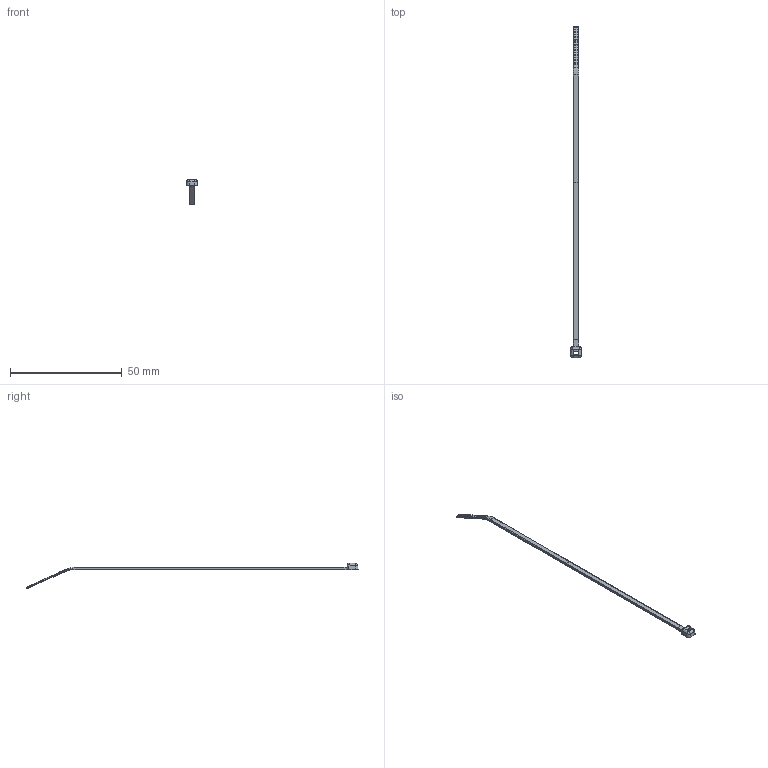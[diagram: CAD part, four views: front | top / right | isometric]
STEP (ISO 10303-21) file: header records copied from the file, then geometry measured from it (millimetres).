
FILE_DESCRIPTION(/* description */ (''),/* implementation_level */ '2;1');
FILE_NAME(/* name */ 'PANDUIT_PLT1_5M - PEEK.stp',/* time_stamp */ '2018-03-20T16:00:13-05:00',/* author */ (''),/* organization */ (''),/* preprocessor_version */ 'ST-DEVELOPER v16',/* originating_system */ 'SIEMENS PLM Software NX 10.0',/* authorisation */ '');
FILE_SCHEMA (('AP203_CONFIGURATION_CONTROLLED_3D_DESIGN_OF_MECHANICAL_PARTS_AND_ASSEMBLIES_MIM_LF { 1 0 10303 403 2 1 2}'));
Length unit declared in the file: inch
Products named in the file (1): BWG1CA03583wkdg
Bounding box: 4.83 x 148.61 x 11.6 mm (x, y, z)
Volume: 364.8 mm3; surface area: 3478.6 mm2
Topology: 7 solids, 14 shells, 345 faces, 807 edges, 516 vertices
Faces by surface type: plane 231, extrusion 70, bspline 44
Entity records: 10955 total; most frequent: CARTESIAN_POINT 3789, ORIENTED_EDGE 1586, DIRECTION 1169, EDGE_CURVE 797, VECTOR 641, LINE 571, VERTEX_POINT 508, EDGE_LOOP 377
